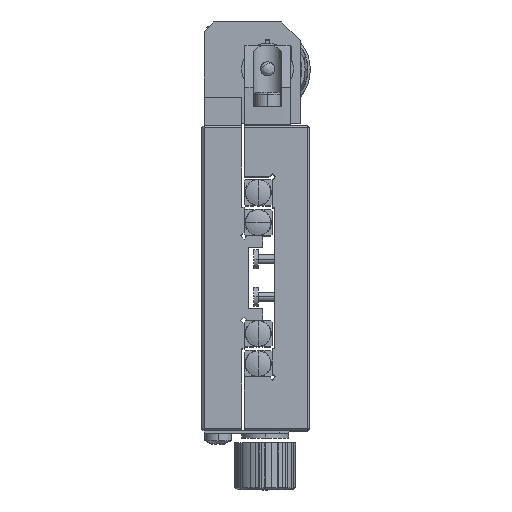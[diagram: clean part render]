
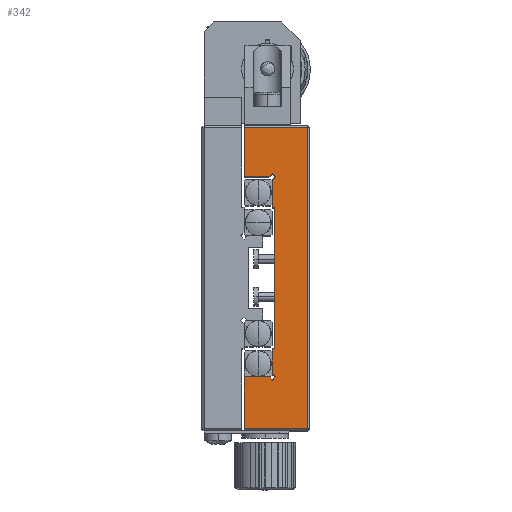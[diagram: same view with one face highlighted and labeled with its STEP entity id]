
A CAD part, top view. The second image highlights one B-rep face of the part: STEP entity #342.
In plain terms, the highlighted planar face has unit normal (0, 0, -1).
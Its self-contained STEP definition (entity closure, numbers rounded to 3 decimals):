
#177 = CARTESIAN_POINT ( 'NONE',  ( -4.687, -18.141, 32.5 ) ) ;
#203 = CARTESIAN_POINT ( 'NONE',  ( -4.687, 11.859, 32.5 ) ) ;
#342 = ADVANCED_FACE ( 'NONE', ( #26924 ), #29280, .F. ) ;
#379 = CARTESIAN_POINT ( 'NONE',  ( -5.187, 29.359, 32.5 ) ) ;
#703 = ORIENTED_EDGE ( 'NONE', *, *, #2178, .F. ) ;
#795 = VECTOR ( 'NONE', #29648, 1000. ) ;
#831 = DIRECTION ( 'NONE',  ( 1., 0., 0. ) ) ;
#963 = CARTESIAN_POINT ( 'NONE',  ( 2.813, 29.359, 32.5 ) ) ;
#1028 = CARTESIAN_POINT ( 'NONE',  ( -11.187, 29.359, 32.5 ) ) ;
#1038 = CARTESIAN_POINT ( 'NONE',  ( 2.813, -24.141, 32.5 ) ) ;
#1057 = VERTEX_POINT ( 'NONE', #2634 ) ;
#1227 = CARTESIAN_POINT ( 'NONE',  ( -4.48, -24.141, 32.5 ) ) ;
#1427 = CARTESIAN_POINT ( 'NONE',  ( -5.187, 17.652, 32.5 ) ) ;
#1789 = ORIENTED_EDGE ( 'NONE', *, *, #12202, .F. ) ;
#2127 = LINE ( 'NONE', #4027, #6020 ) ;
#2178 = EDGE_CURVE ( 'NONE', #2642, #11460, #22443, .T. ) ;
#2261 = VERTEX_POINT ( 'NONE', #177 ) ;
#2418 = VECTOR ( 'NONE', #19586, 1000. ) ;
#2530 = LINE ( 'NONE', #26279, #18768 ) ;
#2558 = VERTEX_POINT ( 'NONE', #1427 ) ;
#2634 = CARTESIAN_POINT ( 'NONE',  ( -5.187, 11.859, 32.5 ) ) ;
#2642 = VERTEX_POINT ( 'NONE', #12492 ) ;
#2718 = LINE ( 'NONE', #19254, #19352 ) ;
#2880 = VECTOR ( 'NONE', #3740, 1000. ) ;
#3019 = EDGE_CURVE ( 'NONE', #11460, #16103, #17287, .T. ) ;
#3403 = CARTESIAN_POINT ( 'NONE',  ( -5.187, -24.848, 32.5 ) ) ;
#3543 = LINE ( 'NONE', #1028, #795 ) ;
#3740 = DIRECTION ( 'NONE',  ( -0.707, -0.707, 0. ) ) ;
#3800 = CARTESIAN_POINT ( 'NONE',  ( 2.813, 18.359, 32.5 ) ) ;
#4027 = CARTESIAN_POINT ( 'NONE',  ( -5.187, 19.066, 32.5 ) ) ;
#5129 = ORIENTED_EDGE ( 'NONE', *, *, #17415, .F. ) ;
#5210 = DIRECTION ( 'NONE',  ( 0., -1., 0. ) ) ;
#5233 = CARTESIAN_POINT ( 'NONE',  ( -11.187, 28.859, 32.5 ) ) ;
#5604 = CARTESIAN_POINT ( 'NONE',  ( -5.894, 18.359, 32.5 ) ) ;
#5649 = VECTOR ( 'NONE', #11129, 1000. ) ;
#5999 = EDGE_CURVE ( 'NONE', #2261, #27804, #18220, .T. ) ;
#6020 = VECTOR ( 'NONE', #27933, 1000. ) ;
#6290 = EDGE_CURVE ( 'NONE', #13111, #2261, #17581, .T. ) ;
#6741 = DIRECTION ( 'NONE',  ( 0.707, -0.707, 0. ) ) ;
#6825 = CARTESIAN_POINT ( 'NONE',  ( -5.187, -23.434, 32.5 ) ) ;
#6874 = CARTESIAN_POINT ( 'NONE',  ( -4.48, 18.359, 32.5 ) ) ;
#6993 = EDGE_CURVE ( 'NONE', #9546, #25635, #24422, .T. ) ;
#7162 = LINE ( 'NONE', #23435, #29814 ) ;
#8005 = ORIENTED_EDGE ( 'NONE', *, *, #10888, .F. ) ;
#8140 = DIRECTION ( 'NONE',  ( -1., 0., 0. ) ) ;
#8408 = LINE ( 'NONE', #18821, #28916 ) ;
#9169 = LINE ( 'NONE', #379, #2418 ) ;
#9191 = DIRECTION ( 'NONE',  ( -0.707, -0.707, 0. ) ) ;
#9388 = VERTEX_POINT ( 'NONE', #6825 ) ;
#9442 = AXIS2_PLACEMENT_3D ( 'NONE', #963, #12526, #17513 ) ;
#9546 = VERTEX_POINT ( 'NONE', #23038 ) ;
#10200 = CARTESIAN_POINT ( 'NONE',  ( -5.187, 11.859, 32.5 ) ) ;
#10416 = VECTOR ( 'NONE', #25100, 1000. ) ;
#10806 = LINE ( 'NONE', #3800, #24765 ) ;
#10888 = EDGE_CURVE ( 'NONE', #26870, #19342, #13099, .T. ) ;
#11129 = DIRECTION ( 'NONE',  ( -1., 0., 0. ) ) ;
#11460 = VERTEX_POINT ( 'NONE', #27478 ) ;
#11548 = ORIENTED_EDGE ( 'NONE', *, *, #23242, .F. ) ;
#11765 = ORIENTED_EDGE ( 'NONE', *, *, #16783, .F. ) ;
#12077 = EDGE_CURVE ( 'NONE', #16601, #2642, #18803, .T. ) ;
#12202 = EDGE_CURVE ( 'NONE', #20603, #13897, #10806, .T. ) ;
#12303 = EDGE_CURVE ( 'NONE', #9388, #21129, #2530, .T. ) ;
#12428 = ORIENTED_EDGE ( 'NONE', *, *, #12303, .F. ) ;
#12492 = CARTESIAN_POINT ( 'NONE',  ( -5.894, -24.141, 32.5 ) ) ;
#12526 = DIRECTION ( 'NONE',  ( 0., 0., 1. ) ) ;
#12599 = EDGE_CURVE ( 'NONE', #19342, #2558, #7162, .T. ) ;
#12642 = DIRECTION ( 'NONE',  ( 0.707, -0.707, 0. ) ) ;
#12706 = CARTESIAN_POINT ( 'NONE',  ( 2.313, -35.141, 32.5 ) ) ;
#12777 = ORIENTED_EDGE ( 'NONE', *, *, #29575, .F. ) ;
#12799 = VECTOR ( 'NONE', #29363, 1000. ) ;
#13099 = LINE ( 'NONE', #29712, #29735 ) ;
#13111 = VERTEX_POINT ( 'NONE', #203 ) ;
#13648 = ORIENTED_EDGE ( 'NONE', *, *, #12077, .F. ) ;
#13897 = VERTEX_POINT ( 'NONE', #5604 ) ;
#14039 = ORIENTED_EDGE ( 'NONE', *, *, #6290, .F. ) ;
#14287 = DIRECTION ( 'NONE',  ( 1., 0., 0. ) ) ;
#14444 = VECTOR ( 'NONE', #24270, 1000. ) ;
#14447 = EDGE_CURVE ( 'NONE', #25635, #20603, #3543, .T. ) ;
#15250 = CARTESIAN_POINT ( 'NONE',  ( -5.187, -18.141, 32.5 ) ) ;
#15688 = EDGE_LOOP ( 'NONE', ( #12428, #11548, #26480, #14039, #24365, #5129, #20833, #8005, #11765, #1789, #30110, #29564, #16898, #18796, #22359, #703, #13648, #12777 ) ) ;
#15753 = VECTOR ( 'NONE', #24982, 1000. ) ;
#16103 = VERTEX_POINT ( 'NONE', #27427 ) ;
#16601 = VERTEX_POINT ( 'NONE', #3403 ) ;
#16783 = EDGE_CURVE ( 'NONE', #13897, #26870, #2127, .T. ) ;
#16898 = ORIENTED_EDGE ( 'NONE', *, *, #29248, .T. ) ;
#17287 = LINE ( 'NONE', #19780, #12799 ) ;
#17415 = EDGE_CURVE ( 'NONE', #2558, #1057, #26930, .T. ) ;
#17513 = DIRECTION ( 'NONE',  ( 1., 0., 0. ) ) ;
#17542 = LINE ( 'NONE', #10200, #17907 ) ;
#17581 = LINE ( 'NONE', #29515, #10416 ) ;
#17907 = VECTOR ( 'NONE', #831, 1000. ) ;
#18220 = LINE ( 'NONE', #20275, #15753 ) ;
#18768 = VECTOR ( 'NONE', #6741, 1000. ) ;
#18796 = ORIENTED_EDGE ( 'NONE', *, *, #25560, .F. ) ;
#18803 = LINE ( 'NONE', #19419, #23256 ) ;
#18821 = CARTESIAN_POINT ( 'NONE',  ( 2.813, -35.141, 32.5 ) ) ;
#18865 = EDGE_CURVE ( 'NONE', #1057, #13111, #17542, .T. ) ;
#19254 = CARTESIAN_POINT ( 'NONE',  ( 2.313, -35.641, 32.5 ) ) ;
#19342 = VERTEX_POINT ( 'NONE', #6874 ) ;
#19352 = VECTOR ( 'NONE', #5210, 1000. ) ;
#19419 = CARTESIAN_POINT ( 'NONE',  ( -5.187, -24.848, 32.5 ) ) ;
#19586 = DIRECTION ( 'NONE',  ( 0., -1., 0. ) ) ;
#19780 = CARTESIAN_POINT ( 'NONE',  ( -11.187, 29.359, 32.5 ) ) ;
#20275 = CARTESIAN_POINT ( 'NONE',  ( -5.187, -18.141, 32.5 ) ) ;
#20603 = VERTEX_POINT ( 'NONE', #23702 ) ;
#20833 = ORIENTED_EDGE ( 'NONE', *, *, #12599, .F. ) ;
#21129 = VERTEX_POINT ( 'NONE', #25747 ) ;
#21614 = VERTEX_POINT ( 'NONE', #12706 ) ;
#22211 = CARTESIAN_POINT ( 'NONE',  ( -5.187, 29.359, 32.5 ) ) ;
#22359 = ORIENTED_EDGE ( 'NONE', *, *, #3019, .F. ) ;
#22443 = LINE ( 'NONE', #1038, #5649 ) ;
#23038 = CARTESIAN_POINT ( 'NONE',  ( 2.313, 28.859, 32.5 ) ) ;
#23242 = EDGE_CURVE ( 'NONE', #27804, #9388, #9169, .T. ) ;
#23256 = VECTOR ( 'NONE', #28377, 1000. ) ;
#23435 = CARTESIAN_POINT ( 'NONE',  ( -4.48, 18.359, 32.5 ) ) ;
#23702 = CARTESIAN_POINT ( 'NONE',  ( -11.187, 18.359, 32.5 ) ) ;
#24031 = CARTESIAN_POINT ( 'NONE',  ( -5.187, 19.066, 32.5 ) ) ;
#24270 = DIRECTION ( 'NONE',  ( 0., -1., 0. ) ) ;
#24365 = ORIENTED_EDGE ( 'NONE', *, *, #18865, .F. ) ;
#24422 = LINE ( 'NONE', #29584, #26835 ) ;
#24765 = VECTOR ( 'NONE', #25350, 1000. ) ;
#24982 = DIRECTION ( 'NONE',  ( -1., 0., 0. ) ) ;
#25100 = DIRECTION ( 'NONE',  ( 0., -1., 0. ) ) ;
#25350 = DIRECTION ( 'NONE',  ( 1., 0., 0. ) ) ;
#25560 = EDGE_CURVE ( 'NONE', #16103, #21614, #8408, .T. ) ;
#25635 = VERTEX_POINT ( 'NONE', #5233 ) ;
#25747 = CARTESIAN_POINT ( 'NONE',  ( -4.48, -24.141, 32.5 ) ) ;
#26279 = CARTESIAN_POINT ( 'NONE',  ( -5.187, -23.434, 32.5 ) ) ;
#26480 = ORIENTED_EDGE ( 'NONE', *, *, #5999, .F. ) ;
#26835 = VECTOR ( 'NONE', #8140, 1000. ) ;
#26870 = VERTEX_POINT ( 'NONE', #24031 ) ;
#26924 = FACE_OUTER_BOUND ( 'NONE', #15688, .T. ) ;
#26930 = LINE ( 'NONE', #22211, #14444 ) ;
#27427 = CARTESIAN_POINT ( 'NONE',  ( -11.187, -35.141, 32.5 ) ) ;
#27478 = CARTESIAN_POINT ( 'NONE',  ( -11.187, -24.141, 32.5 ) ) ;
#27804 = VERTEX_POINT ( 'NONE', #15250 ) ;
#27933 = DIRECTION ( 'NONE',  ( 0.707, 0.707, 0. ) ) ;
#28377 = DIRECTION ( 'NONE',  ( -0.707, 0.707, 0. ) ) ;
#28916 = VECTOR ( 'NONE', #14287, 1000. ) ;
#29248 = EDGE_CURVE ( 'NONE', #9546, #21614, #2718, .T. ) ;
#29280 = PLANE ( 'NONE',  #9442 ) ;
#29363 = DIRECTION ( 'NONE',  ( 0., -1., 0. ) ) ;
#29515 = CARTESIAN_POINT ( 'NONE',  ( -4.687, 29.359, 32.5 ) ) ;
#29564 = ORIENTED_EDGE ( 'NONE', *, *, #6993, .F. ) ;
#29575 = EDGE_CURVE ( 'NONE', #21129, #16601, #29702, .T. ) ;
#29584 = CARTESIAN_POINT ( 'NONE',  ( 2.813, 28.859, 32.5 ) ) ;
#29648 = DIRECTION ( 'NONE',  ( 0., -1., 0. ) ) ;
#29702 = LINE ( 'NONE', #1227, #2880 ) ;
#29712 = CARTESIAN_POINT ( 'NONE',  ( -5.187, 19.066, 32.5 ) ) ;
#29735 = VECTOR ( 'NONE', #12642, 1000. ) ;
#29814 = VECTOR ( 'NONE', #9191, 1000. ) ;
#30110 = ORIENTED_EDGE ( 'NONE', *, *, #14447, .F. ) ;
